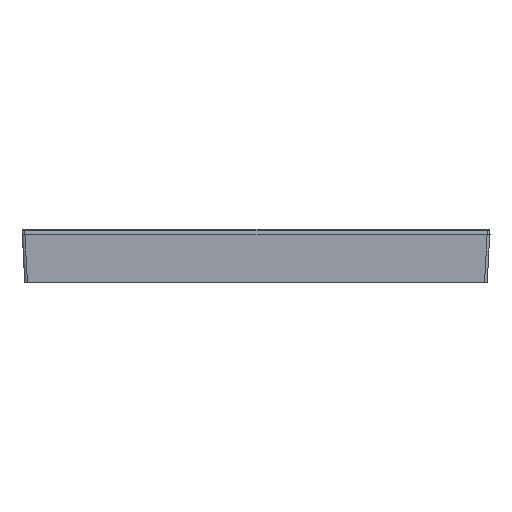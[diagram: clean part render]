
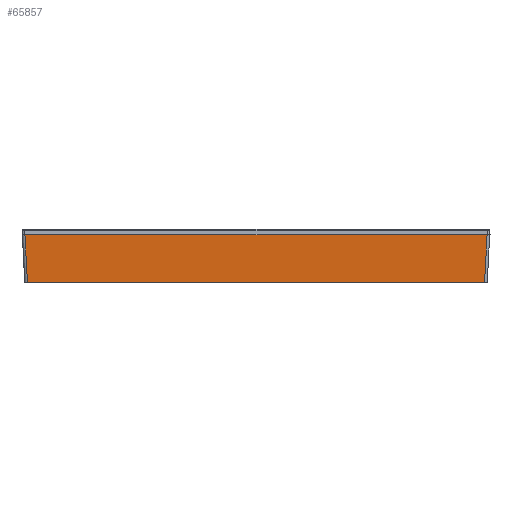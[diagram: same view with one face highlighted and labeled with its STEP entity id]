
A CAD part, left-side view. The second image highlights one B-rep face of the part: STEP entity #65857.
In plain terms, the highlighted face is planar.
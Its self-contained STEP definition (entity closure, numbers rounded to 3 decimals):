
#249=CARTESIAN_POINT('',(-43.478,0.,42.979));
#297=CARTESIAN_POINT('',(-43.478,0.,-42.979));
#330=DIRECTION('',(0.052,-0.997,-0.052));
#331=VECTOR('',#330,9.025);
#332=CARTESIAN_POINT('',(-43.95,9.,43.451));
#333=LINE('57778',#332,#331);
#337=DIRECTION('',(0.,0.,1.));
#338=VECTOR('',#337,85.958);
#339=CARTESIAN_POINT('',(-43.478,0.,-42.979));
#340=LINE('57791',#339,#338);
#344=DIRECTION('',(0.052,-0.997,0.052));
#345=VECTOR('',#344,9.025);
#346=CARTESIAN_POINT('',(-43.95,9.,-43.451));
#347=LINE('57786',#346,#345);
#434=DIRECTION('',(0.,0.,1.));
#435=VECTOR('',#434,86.901);
#436=CARTESIAN_POINT('',(-43.95,9.,-43.451));
#437=LINE('57795',#436,#435);
#59186=VERTEX_POINT('',#249);
#59190=CARTESIAN_POINT('',(-43.95,9.,43.451));
#59191=VERTEX_POINT('',#59190);
#59205=VERTEX_POINT('',#297);
#59206=CARTESIAN_POINT('',(-43.95,9.,-43.451));
#59207=VERTEX_POINT('',#59206);
#65844=CARTESIAN_POINT('',(-43.95,9.,-43.95));
#65845=DIRECTION('',(0.999,0.052,0.));
#65846=DIRECTION('',(0.,0.,1.));
#65847=AXIS2_PLACEMENT_3D('',#65844,#65845,#65846);
#65848=PLANE('57723',#65847);
#65849=ORIENTED_EDGE('57778',*,*,#65835,.T.);
#65850=ORIENTED_EDGE('57791',*,*,#65806,.F.);
#65852=ORIENTED_EDGE('57786',*,*,#65851,.F.);
#65854=ORIENTED_EDGE('57795',*,*,#65853,.T.);
#65855=EDGE_LOOP('57723',(#65849,#65850,#65852,#65854));
#65856=FACE_OUTER_BOUND('57723',#65855,.F.);
#65857=ADVANCED_FACE('57723',(#65856),#65848,.F.);
#65806=EDGE_CURVE('57791',#59205,#59186,#340,.T.);
#65835=EDGE_CURVE('57778',#59191,#59186,#333,.T.);
#65851=EDGE_CURVE('57786',#59207,#59205,#347,.T.);
#65853=EDGE_CURVE('57795',#59207,#59191,#437,.T.);
